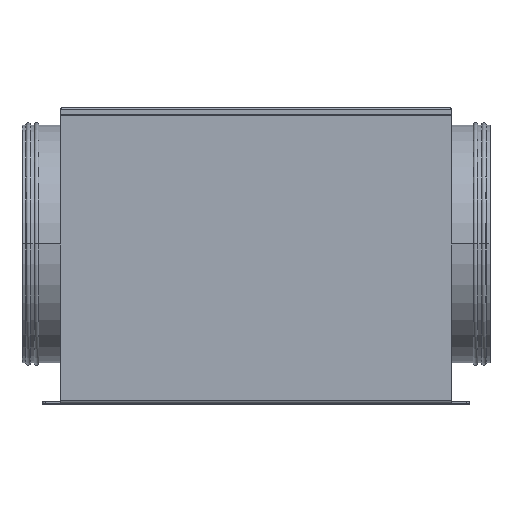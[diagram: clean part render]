
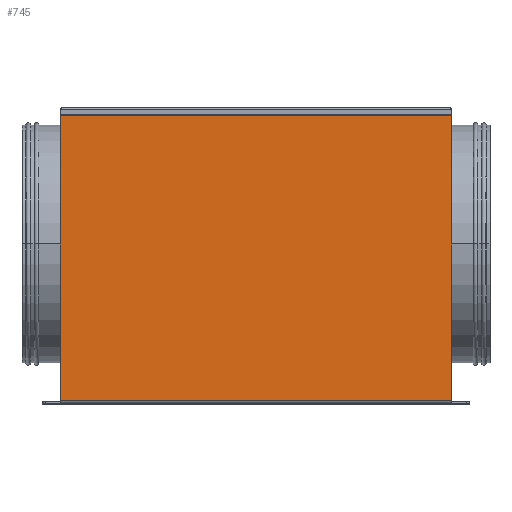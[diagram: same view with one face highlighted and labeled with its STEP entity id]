
A CAD part, top view. The second image highlights one B-rep face of the part: STEP entity #745.
In plain terms, the highlighted planar face has unit normal (0, 0, 1).
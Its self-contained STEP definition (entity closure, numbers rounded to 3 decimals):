
#8 = ORIENTED_EDGE ( 'NONE', *, *, #3331, .T. ) ;
#63 = VECTOR ( 'NONE', #1924, 1000. ) ;
#267 = ORIENTED_EDGE ( 'NONE', *, *, #3240, .T. ) ;
#306 = CARTESIAN_POINT ( 'NONE',  ( -255., 375., 540. ) ) ;
#607 = DIRECTION ( 'NONE',  ( 0., 1., 0. ) ) ;
#706 = CARTESIAN_POINT ( 'NONE',  ( 255., 3., 540. ) ) ;
#745 = ADVANCED_FACE ( 'NONE', ( #3095 ), #1036, .F. ) ;
#777 = LINE ( 'NONE', #2559, #2406 ) ;
#918 = DIRECTION ( 'NONE',  ( -1., 0., 0. ) ) ;
#956 = DIRECTION ( 'NONE',  ( 0., 0., -1. ) ) ;
#992 = LINE ( 'NONE', #1934, #63 ) ;
#1022 = CARTESIAN_POINT ( 'NONE',  ( 255., 3., 540. ) ) ;
#1025 = EDGE_LOOP ( 'NONE', ( #4141, #3171, #267, #8 ) ) ;
#1036 = PLANE ( 'NONE',  #2408 ) ;
#1216 = CARTESIAN_POINT ( 'NONE',  ( 255., 3.737, 540. ) ) ;
#1261 = VECTOR ( 'NONE', #1513, 1000. ) ;
#1399 = CARTESIAN_POINT ( 'NONE',  ( -255., 3.737, 540. ) ) ;
#1513 = DIRECTION ( 'NONE',  ( 0., -1., 0. ) ) ;
#1516 = CARTESIAN_POINT ( 'NONE',  ( -255., 3., 540. ) ) ;
#1572 = VERTEX_POINT ( 'NONE', #2682 ) ;
#1924 = DIRECTION ( 'NONE',  ( -1., 0., 0. ) ) ;
#1934 = CARTESIAN_POINT ( 'NONE',  ( 255., 375., 540. ) ) ;
#2183 = VECTOR ( 'NONE', #607, 1000. ) ;
#2188 = EDGE_CURVE ( 'NONE', #4032, #1572, #3106, .T. ) ;
#2214 = LINE ( 'NONE', #1516, #1261 ) ;
#2406 = VECTOR ( 'NONE', #3838, 1000. ) ;
#2408 = AXIS2_PLACEMENT_3D ( 'NONE', #1022, #956, #918 ) ;
#2559 = CARTESIAN_POINT ( 'NONE',  ( -255., 3.737, 540. ) ) ;
#2647 = VERTEX_POINT ( 'NONE', #1399 ) ;
#2682 = CARTESIAN_POINT ( 'NONE',  ( 255., 375., 540. ) ) ;
#3095 = FACE_OUTER_BOUND ( 'NONE', #1025, .T. ) ;
#3106 = LINE ( 'NONE', #706, #2183 ) ;
#3171 = ORIENTED_EDGE ( 'NONE', *, *, #2188, .T. ) ;
#3240 = EDGE_CURVE ( 'NONE', #1572, #3458, #992, .T. ) ;
#3331 = EDGE_CURVE ( 'NONE', #3458, #2647, #2214, .T. ) ;
#3458 = VERTEX_POINT ( 'NONE', #306 ) ;
#3543 = EDGE_CURVE ( 'NONE', #4032, #2647, #777, .T. ) ;
#3838 = DIRECTION ( 'NONE',  ( -1., 0., 0. ) ) ;
#4032 = VERTEX_POINT ( 'NONE', #1216 ) ;
#4141 = ORIENTED_EDGE ( 'NONE', *, *, #3543, .F. ) ;
